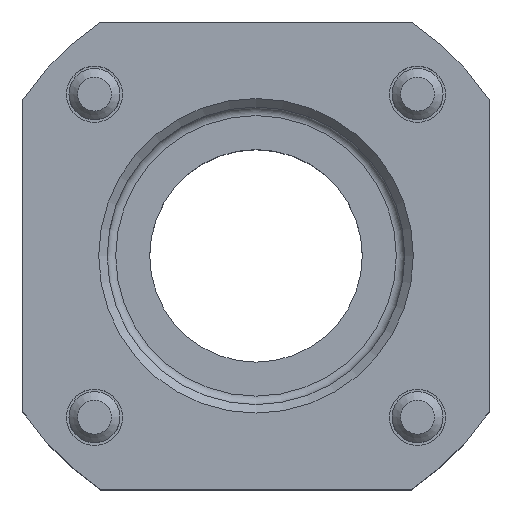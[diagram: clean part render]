
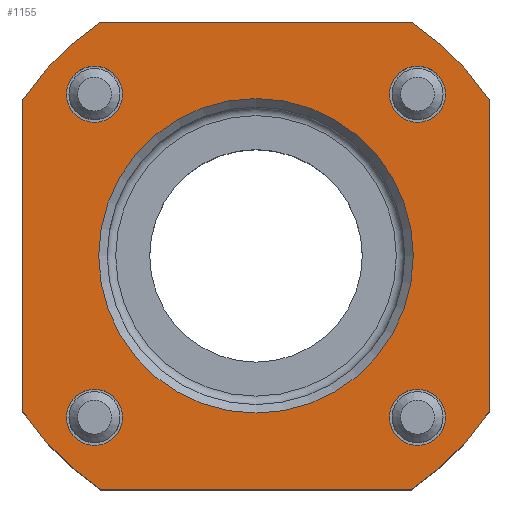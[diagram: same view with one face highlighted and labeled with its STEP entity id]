
A CAD part, top view. The second image highlights one B-rep face of the part: STEP entity #1155.
In plain terms, the highlighted planar face has unit normal (0, 0, 1).
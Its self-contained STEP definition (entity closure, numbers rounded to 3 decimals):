
#156=LINE('',#1855,#212);
#157=LINE('',#1859,#213);
#158=LINE('',#1863,#214);
#159=LINE('',#1867,#215);
#212=VECTOR('',#1471,1000.);
#213=VECTOR('',#1474,1000.);
#214=VECTOR('',#1477,1000.);
#215=VECTOR('',#1480,1000.);
#277=ORIENTED_EDGE('',*,*,#561,.T.);
#278=ORIENTED_EDGE('',*,*,#562,.F.);
#279=ORIENTED_EDGE('',*,*,#563,.F.);
#280=ORIENTED_EDGE('',*,*,#564,.F.);
#281=ORIENTED_EDGE('',*,*,#565,.F.);
#282=ORIENTED_EDGE('',*,*,#566,.F.);
#283=ORIENTED_EDGE('',*,*,#567,.T.);
#284=ORIENTED_EDGE('',*,*,#568,.F.);
#285=ORIENTED_EDGE('',*,*,#569,.T.);
#286=ORIENTED_EDGE('',*,*,#570,.F.);
#287=ORIENTED_EDGE('',*,*,#571,.T.);
#288=ORIENTED_EDGE('',*,*,#572,.F.);
#289=ORIENTED_EDGE('',*,*,#573,.T.);
#561=EDGE_CURVE('',#703,#703,#802,.T.);
#562=EDGE_CURVE('',#704,#704,#803,.T.);
#563=EDGE_CURVE('',#705,#705,#804,.T.);
#564=EDGE_CURVE('',#706,#706,#805,.T.);
#565=EDGE_CURVE('',#707,#707,#806,.T.);
#566=EDGE_CURVE('',#708,#709,#807,.T.);
#567=EDGE_CURVE('',#708,#710,#156,.T.);
#568=EDGE_CURVE('',#711,#710,#808,.T.);
#569=EDGE_CURVE('',#711,#712,#157,.T.);
#570=EDGE_CURVE('',#713,#712,#809,.T.);
#571=EDGE_CURVE('',#713,#714,#158,.T.);
#572=EDGE_CURVE('',#715,#714,#810,.T.);
#573=EDGE_CURVE('',#715,#709,#159,.T.);
#703=VERTEX_POINT('',#1843);
#704=VERTEX_POINT('',#1845);
#705=VERTEX_POINT('',#1847);
#706=VERTEX_POINT('',#1849);
#707=VERTEX_POINT('',#1851);
#708=VERTEX_POINT('',#1853);
#709=VERTEX_POINT('',#1854);
#710=VERTEX_POINT('',#1856);
#711=VERTEX_POINT('',#1858);
#712=VERTEX_POINT('',#1860);
#713=VERTEX_POINT('',#1862);
#714=VERTEX_POINT('',#1864);
#715=VERTEX_POINT('',#1866);
#802=CIRCLE('',#1280,18.5);
#803=CIRCLE('',#1281,3.3);
#804=CIRCLE('',#1282,3.3);
#805=CIRCLE('',#1283,3.3);
#806=CIRCLE('',#1284,3.3);
#807=CIRCLE('',#1285,33.);
#808=CIRCLE('',#1286,33.);
#809=CIRCLE('',#1287,33.);
#810=CIRCLE('',#1288,33.);
#867=EDGE_LOOP('',(#277));
#868=EDGE_LOOP('',(#278));
#869=EDGE_LOOP('',(#279));
#870=EDGE_LOOP('',(#280));
#871=EDGE_LOOP('',(#281));
#872=EDGE_LOOP('',(#282,#283,#284,#285,#286,#287,#288,#289));
#995=FACE_BOUND('',#867,.T.);
#996=FACE_BOUND('',#868,.T.);
#997=FACE_BOUND('',#869,.T.);
#998=FACE_BOUND('',#870,.T.);
#999=FACE_BOUND('',#871,.T.);
#1000=FACE_BOUND('',#872,.T.);
#1119=PLANE('',#1279);
#1155=ADVANCED_FACE('',(#995,#996,#997,#998,#999,#1000),#1119,.T.);
#1279=AXIS2_PLACEMENT_3D('',#1841,#1457,#1458);
#1280=AXIS2_PLACEMENT_3D('',#1842,#1459,#1460);
#1281=AXIS2_PLACEMENT_3D('',#1844,#1461,#1462);
#1282=AXIS2_PLACEMENT_3D('',#1846,#1463,#1464);
#1283=AXIS2_PLACEMENT_3D('',#1848,#1465,#1466);
#1284=AXIS2_PLACEMENT_3D('',#1850,#1467,#1468);
#1285=AXIS2_PLACEMENT_3D('',#1852,#1469,#1470);
#1286=AXIS2_PLACEMENT_3D('',#1857,#1472,#1473);
#1287=AXIS2_PLACEMENT_3D('',#1861,#1475,#1476);
#1288=AXIS2_PLACEMENT_3D('',#1865,#1478,#1479);
#1457=DIRECTION('',(0.,0.,1.));
#1458=DIRECTION('',(1.,0.,0.));
#1459=DIRECTION('',(0.,0.,-1.));
#1460=DIRECTION('',(-1.,0.,0.));
#1461=DIRECTION('',(0.,0.,1.));
#1462=DIRECTION('',(1.,0.,0.));
#1463=DIRECTION('',(0.,0.,1.));
#1464=DIRECTION('',(1.,0.,0.));
#1465=DIRECTION('',(0.,0.,1.));
#1466=DIRECTION('',(1.,0.,0.));
#1467=DIRECTION('',(0.,0.,1.));
#1468=DIRECTION('',(1.,0.,0.));
#1469=DIRECTION('',(0.,0.,-1.));
#1470=DIRECTION('',(-1.,0.,0.));
#1471=DIRECTION('',(-1.,0.,0.));
#1472=DIRECTION('',(0.,0.,-1.));
#1473=DIRECTION('',(-1.,0.,0.));
#1474=DIRECTION('',(0.,-1.,0.));
#1475=DIRECTION('',(0.,0.,-1.));
#1476=DIRECTION('',(-1.,0.,0.));
#1477=DIRECTION('',(1.,0.,0.));
#1478=DIRECTION('',(0.,0.,-1.));
#1479=DIRECTION('',(-1.,0.,0.));
#1480=DIRECTION('',(0.,1.,0.));
#1841=CARTESIAN_POINT('',(0.,0.,13.5));
#1842=CARTESIAN_POINT('',(0.,0.,13.5));
#1843=CARTESIAN_POINT('',(-18.5,0.,13.5));
#1844=CARTESIAN_POINT('',(-19.,-19.,13.5));
#1845=CARTESIAN_POINT('',(-15.7,-19.,13.5));
#1846=CARTESIAN_POINT('',(-19.,19.,13.5));
#1847=CARTESIAN_POINT('',(-15.7,19.,13.5));
#1848=CARTESIAN_POINT('',(19.,-19.,13.5));
#1849=CARTESIAN_POINT('',(22.3,-19.,13.5));
#1850=CARTESIAN_POINT('',(19.,19.,13.5));
#1851=CARTESIAN_POINT('',(22.3,19.,13.5));
#1852=CARTESIAN_POINT('',(0.,0.,13.5));
#1853=CARTESIAN_POINT('',(18.241,27.5,13.5));
#1854=CARTESIAN_POINT('',(27.5,18.241,13.5));
#1855=CARTESIAN_POINT('',(27.5,27.5,13.5));
#1856=CARTESIAN_POINT('',(-18.241,27.5,13.5));
#1857=CARTESIAN_POINT('',(0.,0.,13.5));
#1858=CARTESIAN_POINT('',(-27.5,18.241,13.5));
#1859=CARTESIAN_POINT('',(-27.5,27.5,13.5));
#1860=CARTESIAN_POINT('',(-27.5,-18.241,13.5));
#1861=CARTESIAN_POINT('',(0.,0.,13.5));
#1862=CARTESIAN_POINT('',(-18.241,-27.5,13.5));
#1863=CARTESIAN_POINT('',(-27.5,-27.5,13.5));
#1864=CARTESIAN_POINT('',(18.241,-27.5,13.5));
#1865=CARTESIAN_POINT('',(0.,0.,13.5));
#1866=CARTESIAN_POINT('',(27.5,-18.241,13.5));
#1867=CARTESIAN_POINT('',(27.5,-27.5,13.5));
